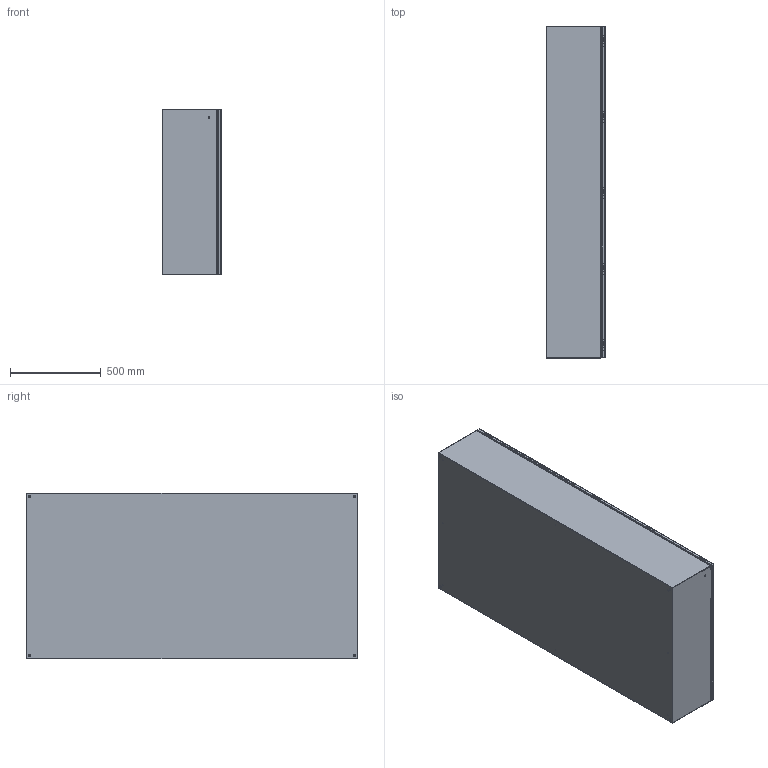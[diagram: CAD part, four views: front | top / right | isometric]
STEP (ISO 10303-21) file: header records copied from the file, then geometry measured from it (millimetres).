
FILE_DESCRIPTION (( 'STEP AP214' ), '1' );
FILE_NAME ('EN4SD723612SSR.STEP', '2019-09-18T21:49:34', ( '' ), ( '' ), 'SwSTEP 2.0', 'SolidWorks 2018', '' );
FILE_SCHEMA (( 'AUTOMOTIVE_DESIGN' ));
Length unit declared in the file: inch
Products named in the file (1): EN4SD723612SSR
Bounding box: 330.25 x 1828.8 x 914.39 mm (x, y, z)
Volume: 10450518.7 mm3; surface area: 11677065.1 mm2
Topology: 81 solids, 82 shells, 2027 faces, 4865 edges, 3089 vertices
Faces by surface type: plane 1092, cylinder 634, bspline 191, torus 62, cone 48
Entity records: 92338 total; most frequent: CARTESIAN_POINT 18058, DIRECTION 9737, ORIENTED_EDGE 9668, EDGE_CURVE 4834, AXIS2_PLACEMENT_3D 3396, VERTEX_POINT 3089, LINE 2945, VECTOR 2945
